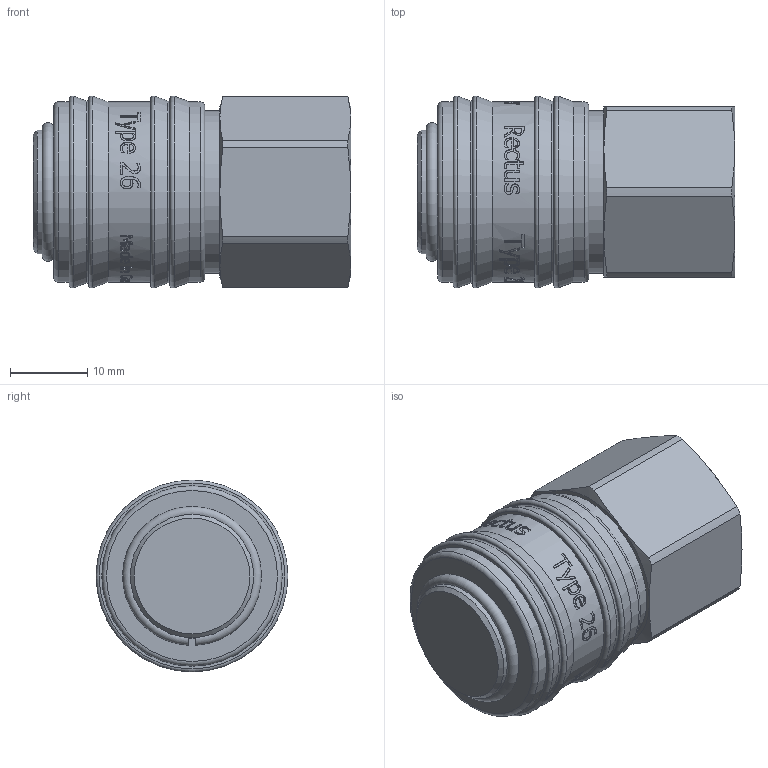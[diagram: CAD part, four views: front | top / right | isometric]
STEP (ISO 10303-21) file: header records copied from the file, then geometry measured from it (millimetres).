
FILE_DESCRIPTION((''),'2;1');
FILE_NAME('26kaim18mpx.stp','2012-09-04T08:17:18',('IA176480'),(''),'Autodesk Inventor 2011','Autodesk Inventor 2011','');
FILE_SCHEMA(('AUTOMOTIVE_DESIGN { 1 0 10303 214 1 1 1 1 }'));
Length unit declared in the file: millimetre
Products named in the file (1): D103031
Bounding box: 41 x 24.8 x 24.8 mm (x, y, z)
Volume: 12809.8 mm3; surface area: 8955.3 mm2
Topology: 3 solids, 6 shells, 636 faces, 1685 edges, 1114 vertices
Faces by surface type: bspline 286, plane 241, cylinder 72, cone 25, torus 12
Full cylindrical faces by diameter (mm): 13.844 x2, 14.45 x1, 14.55 x1, 14.95 x1, 15.45 x1, 15.95 x2, 16.1 x1, 16.65 x1, 16.767 x1, 17.153 x1, 18 x2, 21 x1, 21.1 x1, 23.3 x3
Entity records: 93766 total; most frequent: CARTESIAN_POINT 79746, ORIENTED_EDGE 3272, DIRECTION 1763, EDGE_CURVE 1636, VERTEX_POINT 1105, B_SPLINE_CURVE_WITH_KNOTS 767, EDGE_LOOP 741, FACE_OUTER_BOUND 636
